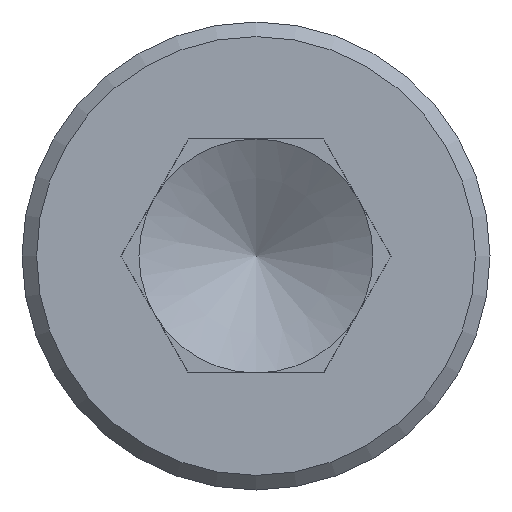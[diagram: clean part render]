
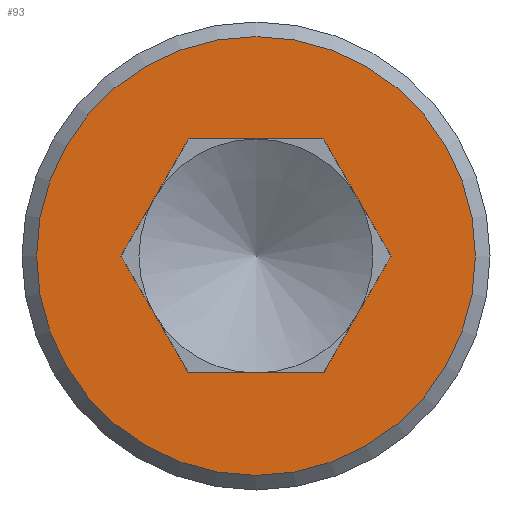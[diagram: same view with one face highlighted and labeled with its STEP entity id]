
A CAD part, left-side view. The second image highlights one B-rep face of the part: STEP entity #93.
In plain terms, the highlighted planar face has unit normal (-1, 0, 0).
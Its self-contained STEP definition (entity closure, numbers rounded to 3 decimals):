
#93 = ADVANCED_FACE( '', ( #193, #194 ), #195, .F. );
#193 = FACE_OUTER_BOUND( '', #287, .T. );
#194 = FACE_BOUND( '', #288, .T. );
#195 = PLANE( '', #289 );
#287 = EDGE_LOOP( '', ( #452 ) );
#288 = EDGE_LOOP( '', ( #453, #454, #455, #456, #457, #458 ) );
#289 = AXIS2_PLACEMENT_3D( '', #459, #460, #461 );
#452 = ORIENTED_EDGE( '', *, *, #496, .F. );
#453 = ORIENTED_EDGE( '', *, *, #484, .T. );
#454 = ORIENTED_EDGE( '', *, *, #543, .T. );
#455 = ORIENTED_EDGE( '', *, *, #506, .T. );
#456 = ORIENTED_EDGE( '', *, *, #544, .T. );
#457 = ORIENTED_EDGE( '', *, *, #498, .T. );
#458 = ORIENTED_EDGE( '', *, *, #490, .T. );
#459 = CARTESIAN_POINT( '', ( 0., 0., 0. ) );
#460 = DIRECTION( '', ( 1., 0., 0. ) );
#461 = DIRECTION( '', ( 0., 0., -1. ) );
#484 = EDGE_CURVE( '', #553, #554, #555, .T. );
#490 = EDGE_CURVE( '', #564, #553, #565, .T. );
#496 = EDGE_CURVE( '', #574, #574, #575, .T. );
#498 = EDGE_CURVE( '', #577, #564, #578, .T. );
#506 = EDGE_CURVE( '', #589, #590, #591, .T. );
#543 = EDGE_CURVE( '', #554, #589, #638, .T. );
#544 = EDGE_CURVE( '', #590, #577, #639, .T. );
#553 = VERTEX_POINT( '', #648 );
#554 = VERTEX_POINT( '', #649 );
#555 = LINE( '', #650, #651 );
#564 = VERTEX_POINT( '', #664 );
#565 = LINE( '', #665, #666 );
#574 = VERTEX_POINT( '', #678 );
#575 = CIRCLE( '', #679, 7.5 );
#577 = VERTEX_POINT( '', #681 );
#578 = LINE( '', #682, #683 );
#589 = VERTEX_POINT( '', #698 );
#590 = VERTEX_POINT( '', #699 );
#591 = LINE( '', #700, #701 );
#638 = LINE( '', #755, #756 );
#639 = LINE( '', #757, #758 );
#648 = CARTESIAN_POINT( '', ( 0., 2.309, 4. ) );
#649 = CARTESIAN_POINT( '', ( 0., -2.309, 4. ) );
#650 = CARTESIAN_POINT( '', ( 0., 2.309, 4. ) );
#651 = VECTOR( '', #767, 1000. );
#664 = CARTESIAN_POINT( '', ( 0., 4.619, 0. ) );
#665 = CARTESIAN_POINT( '', ( 0., 4.619, 0. ) );
#666 = VECTOR( '', #772, 1000. );
#678 = CARTESIAN_POINT( '', ( 0., 0., -7.5 ) );
#679 = AXIS2_PLACEMENT_3D( '', #779, #780, #781 );
#681 = CARTESIAN_POINT( '', ( 0., 2.309, -4. ) );
#682 = CARTESIAN_POINT( '', ( 0., 2.309, -4. ) );
#683 = VECTOR( '', #782, 1000. );
#698 = CARTESIAN_POINT( '', ( 0., -4.619, 0. ) );
#699 = CARTESIAN_POINT( '', ( 0., -2.309, -4. ) );
#700 = CARTESIAN_POINT( '', ( 0., -4.619, 0. ) );
#701 = VECTOR( '', #790, 1000. );
#755 = CARTESIAN_POINT( '', ( 0., -2.309, 4. ) );
#756 = VECTOR( '', #834, 1000. );
#757 = CARTESIAN_POINT( '', ( 0., -2.309, -4. ) );
#758 = VECTOR( '', #835, 1000. );
#767 = DIRECTION( '', ( 0., -1., 0. ) );
#772 = DIRECTION( '', ( 0., -0.5, 0.866 ) );
#779 = CARTESIAN_POINT( '', ( 0., 0., 0. ) );
#780 = DIRECTION( '', ( 1., 0., 0. ) );
#781 = DIRECTION( '', ( 0., 0., -1. ) );
#782 = DIRECTION( '', ( 0., 0.5, 0.866 ) );
#790 = DIRECTION( '', ( 0., 0.5, -0.866 ) );
#834 = DIRECTION( '', ( 0., -0.5, -0.866 ) );
#835 = DIRECTION( '', ( 0., 1., 0. ) );
